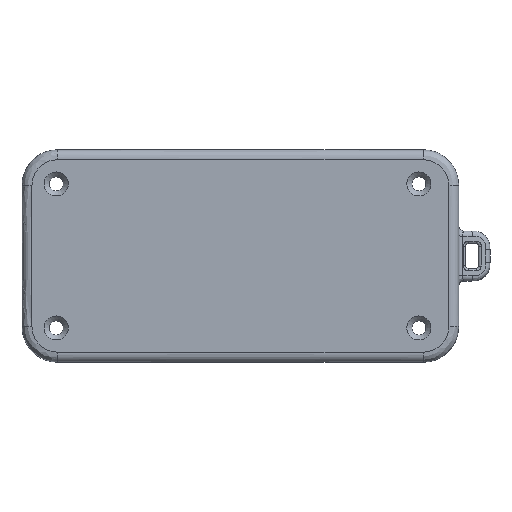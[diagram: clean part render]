
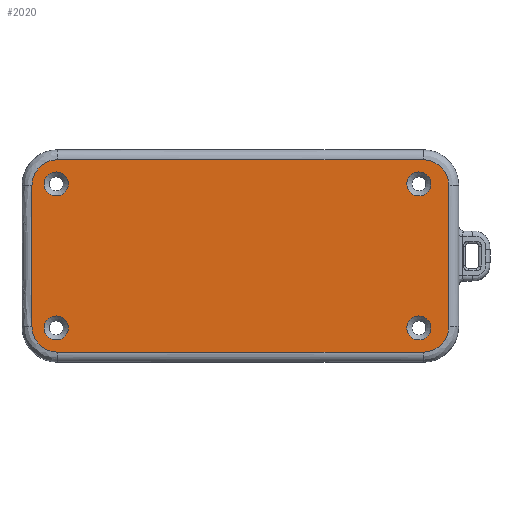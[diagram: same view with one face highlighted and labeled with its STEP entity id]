
A CAD part, top view. The second image highlights one B-rep face of the part: STEP entity #2020.
In plain terms, the highlighted planar face has unit normal (0, 0, 1).
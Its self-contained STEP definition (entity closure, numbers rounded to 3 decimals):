
#27=FACE_BOUND('',#661,.T.);
#28=FACE_BOUND('',#662,.T.);
#29=FACE_BOUND('',#663,.T.);
#30=FACE_BOUND('',#664,.T.);
#65=PLANE('',#2194);
#219=LINE('',#3700,#375);
#220=LINE('',#3827,#376);
#223=LINE('',#3957,#379);
#225=LINE('',#4094,#381);
#375=VECTOR('',#2623,10.);
#376=VECTOR('',#2628,10.);
#379=VECTOR('',#2635,10.);
#381=VECTOR('',#2641,10.);
#544=FACE_OUTER_BOUND('',#660,.T.);
#660=EDGE_LOOP('',(#1673,#1674,#1675,#1676,#1677,#1678,#1679,#1680));
#661=EDGE_LOOP('',(#1681));
#662=EDGE_LOOP('',(#1682));
#663=EDGE_LOOP('',(#1683));
#664=EDGE_LOOP('',(#1684));
#766=CIRCLE('',#2181,4.1);
#768=CIRCLE('',#2183,4.1);
#770=CIRCLE('',#2185,4.1);
#772=CIRCLE('',#2187,4.1);
#776=CIRCLE('',#2195,1.925);
#777=CIRCLE('',#2196,1.925);
#778=CIRCLE('',#2197,1.925);
#779=CIRCLE('',#2198,1.925);
#948=VERTEX_POINT('',#3678);
#949=VERTEX_POINT('',#3689);
#951=VERTEX_POINT('',#3762);
#953=VERTEX_POINT('',#3816);
#955=VERTEX_POINT('',#3890);
#958=VERTEX_POINT('',#3946);
#961=VERTEX_POINT('',#4029);
#963=VERTEX_POINT('',#4083);
#967=VERTEX_POINT('',#4171);
#968=VERTEX_POINT('',#4173);
#969=VERTEX_POINT('',#4175);
#970=VERTEX_POINT('',#4177);
#1205=EDGE_CURVE('',#949,#948,#219,.T.);
#1207=EDGE_CURVE('',#951,#949,#766,.T.);
#1210=EDGE_CURVE('',#953,#951,#220,.T.);
#1213=EDGE_CURVE('',#955,#953,#768,.T.);
#1217=EDGE_CURVE('',#958,#955,#223,.T.);
#1222=EDGE_CURVE('',#961,#958,#770,.T.);
#1225=EDGE_CURVE('',#963,#961,#225,.T.);
#1227=EDGE_CURVE('',#948,#963,#772,.T.);
#1235=EDGE_CURVE('',#967,#967,#776,.T.);
#1236=EDGE_CURVE('',#968,#968,#777,.T.);
#1237=EDGE_CURVE('',#969,#969,#778,.T.);
#1238=EDGE_CURVE('',#970,#970,#779,.T.);
#1673=ORIENTED_EDGE('',*,*,#1205,.F.);
#1674=ORIENTED_EDGE('',*,*,#1207,.F.);
#1675=ORIENTED_EDGE('',*,*,#1210,.F.);
#1676=ORIENTED_EDGE('',*,*,#1213,.F.);
#1677=ORIENTED_EDGE('',*,*,#1217,.F.);
#1678=ORIENTED_EDGE('',*,*,#1222,.F.);
#1679=ORIENTED_EDGE('',*,*,#1225,.F.);
#1680=ORIENTED_EDGE('',*,*,#1227,.F.);
#1681=ORIENTED_EDGE('',*,*,#1235,.F.);
#1682=ORIENTED_EDGE('',*,*,#1236,.F.);
#1683=ORIENTED_EDGE('',*,*,#1237,.F.);
#1684=ORIENTED_EDGE('',*,*,#1238,.F.);
#2020=ADVANCED_FACE('',(#544,#27,#28,#29,#30),#65,.T.);
#2181=AXIS2_PLACEMENT_3D('',#3773,#2624,#2625);
#2183=AXIS2_PLACEMENT_3D('',#3901,#2630,#2631);
#2185=AXIS2_PLACEMENT_3D('',#4040,#2637,#2638);
#2187=AXIS2_PLACEMENT_3D('',#4156,#2643,#2644);
#2194=AXIS2_PLACEMENT_3D('',#4170,#2661,#2662);
#2195=AXIS2_PLACEMENT_3D('',#4172,#2663,#2664);
#2196=AXIS2_PLACEMENT_3D('',#4174,#2665,#2666);
#2197=AXIS2_PLACEMENT_3D('',#4176,#2667,#2668);
#2198=AXIS2_PLACEMENT_3D('',#4178,#2669,#2670);
#2623=DIRECTION('',(0.,-1.,0.));
#2624=DIRECTION('center_axis',(0.,0.,-1.));
#2625=DIRECTION('ref_axis',(0.707,0.707,0.));
#2628=DIRECTION('',(1.,0.,0.));
#2630=DIRECTION('center_axis',(0.,0.,-1.));
#2631=DIRECTION('ref_axis',(-0.707,0.707,0.));
#2635=DIRECTION('',(0.,1.,0.));
#2637=DIRECTION('center_axis',(0.,0.,-1.));
#2638=DIRECTION('ref_axis',(-0.707,-0.707,0.));
#2641=DIRECTION('',(-1.,0.,0.));
#2643=DIRECTION('center_axis',(0.,0.,-1.));
#2644=DIRECTION('ref_axis',(0.707,-0.707,0.));
#2661=DIRECTION('center_axis',(0.,0.,1.));
#2662=DIRECTION('ref_axis',(1.,0.,0.));
#2663=DIRECTION('center_axis',(0.,0.,1.));
#2664=DIRECTION('ref_axis',(1.,0.,0.));
#2665=DIRECTION('center_axis',(0.,0.,1.));
#2666=DIRECTION('ref_axis',(1.,0.,0.));
#2667=DIRECTION('center_axis',(0.,0.,1.));
#2668=DIRECTION('ref_axis',(1.,0.,0.));
#2669=DIRECTION('center_axis',(0.,0.,1.));
#2670=DIRECTION('ref_axis',(1.,0.,0.));
#3678=CARTESIAN_POINT('',(33.8,-11.3,7.));
#3689=CARTESIAN_POINT('',(33.8,11.3,7.));
#3700=CARTESIAN_POINT('',(33.8,-5.65,7.));
#3762=CARTESIAN_POINT('',(29.7,15.4,7.));
#3773=CARTESIAN_POINT('Origin',(29.7,11.3,7.));
#3816=CARTESIAN_POINT('',(-28.8,15.4,7.));
#3827=CARTESIAN_POINT('',(15.075,15.4,7.));
#3890=CARTESIAN_POINT('',(-32.9,11.3,7.));
#3901=CARTESIAN_POINT('Origin',(-28.8,11.3,7.));
#3946=CARTESIAN_POINT('',(-32.9,-11.3,7.));
#3957=CARTESIAN_POINT('',(-32.9,5.65,7.));
#4029=CARTESIAN_POINT('',(-28.8,-15.4,7.));
#4040=CARTESIAN_POINT('Origin',(-28.8,-11.3,7.));
#4083=CARTESIAN_POINT('',(29.7,-15.4,7.));
#4094=CARTESIAN_POINT('',(-14.175,-15.4,7.));
#4156=CARTESIAN_POINT('Origin',(29.7,-11.3,7.));
#4170=CARTESIAN_POINT('Origin',(0.45,0.,
7.));
#4171=CARTESIAN_POINT('',(27.1,11.525,7.));
#4172=CARTESIAN_POINT('Origin',(29.025,11.525,7.));
#4173=CARTESIAN_POINT('',(-30.95,-11.525,7.));
#4174=CARTESIAN_POINT('Origin',(-29.025,-11.525,7.));
#4175=CARTESIAN_POINT('',(-30.95,11.525,7.));
#4176=CARTESIAN_POINT('Origin',(-29.025,11.525,7.));
#4177=CARTESIAN_POINT('',(27.1,-11.525,7.));
#4178=CARTESIAN_POINT('Origin',(29.025,-11.525,7.));
